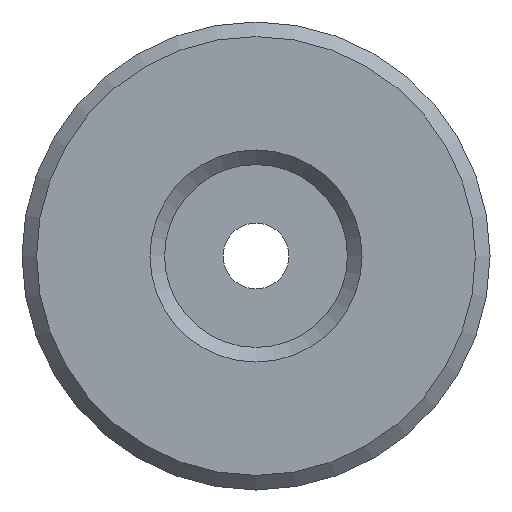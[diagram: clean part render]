
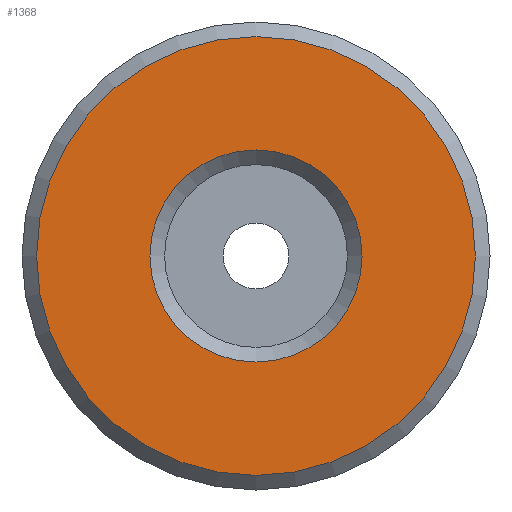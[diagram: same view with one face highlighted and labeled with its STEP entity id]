
A CAD part, front view. The second image highlights one B-rep face of the part: STEP entity #1368.
In plain terms, the highlighted planar face has unit normal (0, -1, 0).
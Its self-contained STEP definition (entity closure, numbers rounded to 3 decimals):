
#16=FACE_BOUND('',#171,.T.);
#23=PLANE('',#1454);
#103=FACE_OUTER_BOUND('',#170,.T.);
#170=EDGE_LOOP('',(#1184));
#171=EDGE_LOOP('',(#1185));
#230=CIRCLE('',#1452,5.525);
#232=CIRCLE('',#1455,11.43);
#602=VERTEX_POINT('',#6379);
#604=VERTEX_POINT('',#6385);
#808=EDGE_CURVE('',#602,#602,#230,.T.);
#811=EDGE_CURVE('',#604,#604,#232,.T.);
#1184=ORIENTED_EDGE('',*,*,#811,.F.);
#1185=ORIENTED_EDGE('',*,*,#808,.F.);
#1368=ADVANCED_FACE('',(#103,#16),#23,.F.);
#1452=AXIS2_PLACEMENT_3D('',#6380,#1628,#1629);
#1454=AXIS2_PLACEMENT_3D('',#6384,#1633,#1634);
#1455=AXIS2_PLACEMENT_3D('',#6386,#1635,#1636);
#1628=DIRECTION('center_axis',(0.,-1.,0.));
#1629=DIRECTION('ref_axis',(1.,0.,0.));
#1633=DIRECTION('center_axis',(0.,1.,0.));
#1634=DIRECTION('ref_axis',(1.,0.,0.));
#1635=DIRECTION('center_axis',(0.,1.,0.));
#1636=DIRECTION('ref_axis',(1.,0.,0.));
#6379=CARTESIAN_POINT('',(-5.525,0.,0.));
#6380=CARTESIAN_POINT('Origin',(0.,0.,0.));
#6384=CARTESIAN_POINT('Origin',(0.,0.,0.));
#6385=CARTESIAN_POINT('',(-11.43,0.,0.));
#6386=CARTESIAN_POINT('Origin',(0.,0.,0.));
